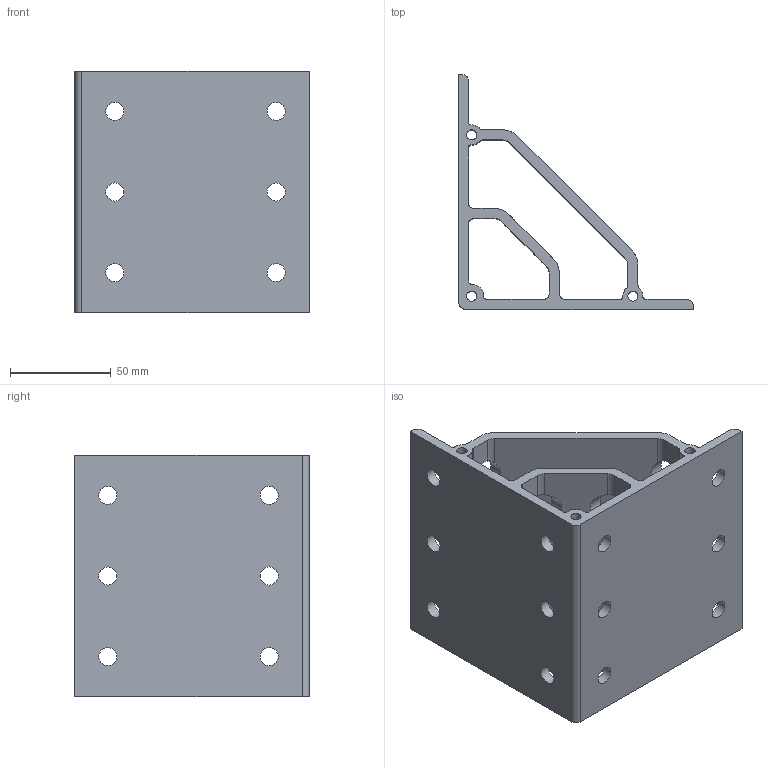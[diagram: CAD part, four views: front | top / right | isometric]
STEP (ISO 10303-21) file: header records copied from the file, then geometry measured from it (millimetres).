
FILE_DESCRIPTION((''),'2;1');
FILE_NAME('SZ6502N_A.stp','2013-08-30T11:46:10',('janine behrens'),(''),'Autodesk Inventor 2012','Autodesk Inventor 2012','');
FILE_SCHEMA(('AUTOMOTIVE_DESIGN { 1 0 10303 214 1 1 1 1 }'));
Length unit declared in the file: millimetre
Products named in the file (1): SZ6502N_A
Bounding box: 116.5 x 116.5 x 120 mm (x, y, z)
Volume: 242683.2 mm3; surface area: 106497.9 mm2
Topology: 1 solids, 1 shells, 99 faces, 339 edges, 218 vertices
Faces by surface type: cylinder 75, plane 24
Full cylindrical faces by diameter (mm): 5 x3, 9 x12, 15 x12
Entity records: 3949 total; most frequent: CARTESIAN_POINT 963, ORIENTED_EDGE 624, DIRECTION 602, EDGE_CURVE 312, AXIS2_PLACEMENT_3D 232, VERTEX_POINT 218, EDGE_LOOP 160, VECTOR 138
